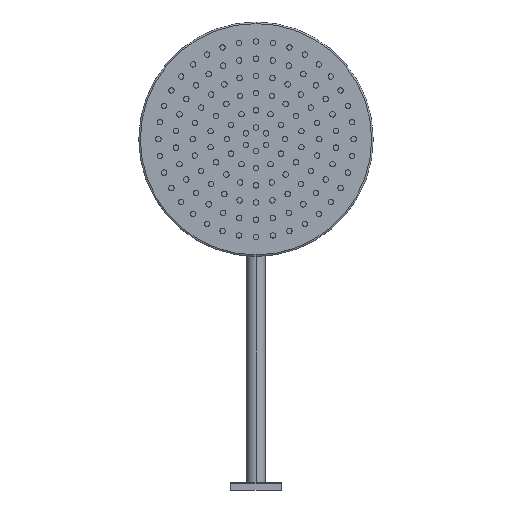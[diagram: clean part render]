
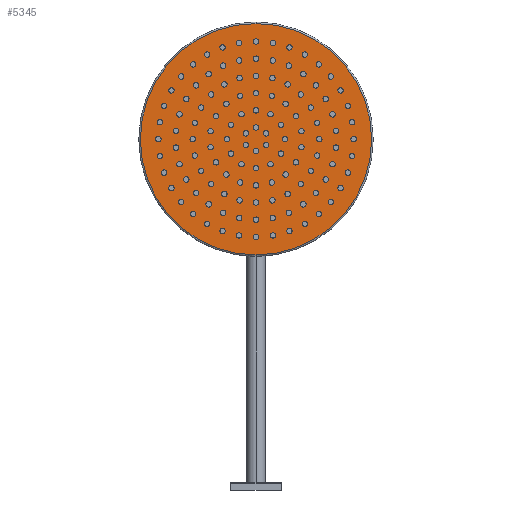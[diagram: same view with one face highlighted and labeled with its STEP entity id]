
A CAD part, front view. The second image highlights one B-rep face of the part: STEP entity #5345.
In plain terms, the highlighted planar face has unit normal (0, -1, 0).
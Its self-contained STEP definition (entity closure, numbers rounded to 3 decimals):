
#732 = DIRECTION ( 'NONE',  ( 0., 0., 1. ) ) ;
#2565 = CIRCLE ( 'NONE', #6084, 148. ) ;
#2820 = DIRECTION ( 'NONE',  ( 0., -1., 0. ) ) ;
#3499 = DIRECTION ( 'NONE',  ( 0., -1., 0. ) ) ;
#3634 = DIRECTION ( 'NONE',  ( 0., 1., 0. ) ) ;
#3726 = AXIS2_PLACEMENT_3D ( 'NONE', #8630, #2820, #9583 ) ;
#4443 = EDGE_LOOP ( 'NONE', ( #8808, #6853 ) ) ;
#4604 = PLANE ( 'NONE',  #8425 ) ;
#5291 = CIRCLE ( 'NONE', #3726, 148. ) ;
#5345 = ADVANCED_FACE ( 'NONE', ( #12279 ), #4604, .F. ) ;
#5571 = CARTESIAN_POINT ( 'NONE',  ( 0., -15.5, 0. ) ) ;
#6084 = AXIS2_PLACEMENT_3D ( 'NONE', #9298, #3499, #10242 ) ;
#6438 = CARTESIAN_POINT ( 'NONE',  ( 0., -15.5, 148. ) ) ;
#6853 = ORIENTED_EDGE ( 'NONE', *, *, #12558, .T. ) ;
#7065 = CARTESIAN_POINT ( 'NONE',  ( 0., -15.5, -148. ) ) ;
#8425 = AXIS2_PLACEMENT_3D ( 'NONE', #5571, #3634, #732 ) ;
#8630 = CARTESIAN_POINT ( 'NONE',  ( 0., -15.5, 0. ) ) ;
#8808 = ORIENTED_EDGE ( 'NONE', *, *, #10056, .T. ) ;
#9117 = VERTEX_POINT ( 'NONE', #7065 ) ;
#9298 = CARTESIAN_POINT ( 'NONE',  ( 0., -15.5, 0. ) ) ;
#9583 = DIRECTION ( 'NONE',  ( 0., 0., 1. ) ) ;
#10056 = EDGE_CURVE ( 'NONE', #11402, #9117, #5291, .T. ) ;
#10242 = DIRECTION ( 'NONE',  ( 0., 0., 1. ) ) ;
#11402 = VERTEX_POINT ( 'NONE', #6438 ) ;
#12279 = FACE_OUTER_BOUND ( 'NONE', #4443, .T. ) ;
#12558 = EDGE_CURVE ( 'NONE', #9117, #11402, #2565, .T. ) ;
